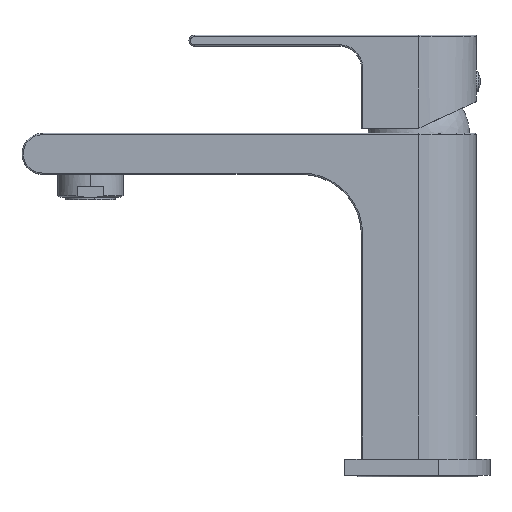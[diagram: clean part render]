
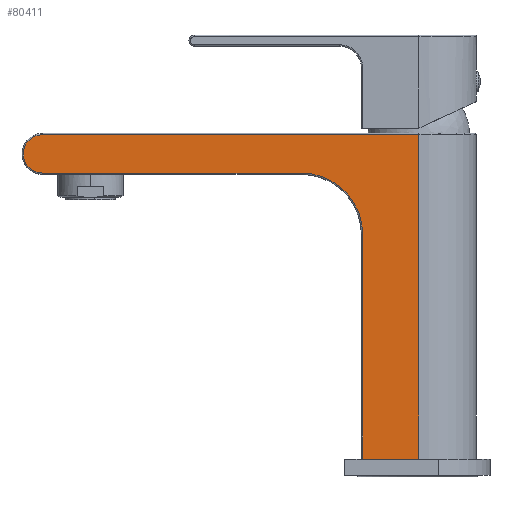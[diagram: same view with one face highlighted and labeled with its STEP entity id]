
A CAD part, front view. The second image highlights one B-rep face of the part: STEP entity #80411.
In plain terms, the highlighted planar face has unit normal (0, -1, 0).
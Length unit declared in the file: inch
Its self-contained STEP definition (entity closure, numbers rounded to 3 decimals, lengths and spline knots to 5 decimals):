
#1060 = ORIENTED_EDGE ( 'NONE', *, *, #11779, .T. ) ;
#4172 = EDGE_CURVE ( 'NONE', #67466, #21184, #77257, .T. ) ;
#4809 = VECTOR ( 'NONE', #49928, 39.37008 ) ;
#4973 = LINE ( 'NONE', #70802, #78427 ) ;
#5215 = CARTESIAN_POINT ( 'NONE',  ( 0., -0.82677, 0.23622 ) ) ;
#6243 = CARTESIAN_POINT ( 'NONE',  ( 0., -0.82677, 4.90157 ) ) ;
#6788 = ORIENTED_EDGE ( 'NONE', *, *, #32614, .T. ) ;
#6907 = DIRECTION ( 'NONE',  ( 0., 0., 1. ) ) ;
#9394 = DIRECTION ( 'NONE',  ( 1., 0., 0. ) ) ;
#11763 = CIRCLE ( 'NONE', #77777, 0.27559 ) ;
#11779 = EDGE_CURVE ( 'NONE', #28644, #60315, #16842, .T. ) ;
#13420 = VERTEX_POINT ( 'NONE', #67827 ) ;
#16253 = PLANE ( 'NONE',  #69205 ) ;
#16607 = EDGE_CURVE ( 'NONE', #77276, #74911, #4973, .T. ) ;
#16842 = LINE ( 'NONE', #25732, #66797 ) ;
#17470 = EDGE_CURVE ( 'NONE', #74911, #67466, #83403, .T. ) ;
#18958 = FACE_OUTER_BOUND ( 'NONE', #53603, .T. ) ;
#20960 = CARTESIAN_POINT ( 'NONE',  ( -5.41339, -0.82677, 4.62598 ) ) ;
#21096 = CARTESIAN_POINT ( 'NONE',  ( -5.41339, -0.82677, 4.35039 ) ) ;
#21184 = VERTEX_POINT ( 'NONE', #37617 ) ;
#24546 = EDGE_CURVE ( 'NONE', #60315, #13420, #70470, .T. ) ;
#25732 = CARTESIAN_POINT ( 'NONE',  ( 0., -0.82677, 0.23622 ) ) ;
#28644 = VERTEX_POINT ( 'NONE', #30453 ) ;
#28902 = ORIENTED_EDGE ( 'NONE', *, *, #24546, .T. ) ;
#30453 = CARTESIAN_POINT ( 'NONE',  ( 0., -0.82677, 0.23622 ) ) ;
#32614 = EDGE_CURVE ( 'NONE', #13420, #77276, #11763, .T. ) ;
#34364 = CARTESIAN_POINT ( 'NONE',  ( -1.69291, -0.82677, 3.46457 ) ) ;
#34642 = DIRECTION ( 'NONE',  ( 0., 1., 0. ) ) ;
#35752 = DIRECTION ( 'NONE',  ( 0., 0., 1. ) ) ;
#36503 = ORIENTED_EDGE ( 'NONE', *, *, #46580, .F. ) ;
#37617 = CARTESIAN_POINT ( 'NONE',  ( -0.80709, -0.82677, 0.23622 ) ) ;
#43367 = CARTESIAN_POINT ( 'NONE',  ( -0.80709, -0.82677, 3.46457 ) ) ;
#46580 = EDGE_CURVE ( 'NONE', #28644, #21184, #50377, .T. ) ;
#48451 = DIRECTION ( 'NONE',  ( 0., 1., 0. ) ) ;
#49245 = ORIENTED_EDGE ( 'NONE', *, *, #17470, .T. ) ;
#49928 = DIRECTION ( 'NONE',  ( 0., 0., -1. ) ) ;
#50377 = LINE ( 'NONE', #5215, #75883 ) ;
#53603 = EDGE_LOOP ( 'NONE', ( #36503, #1060, #28902, #6788, #61291, #49245, #76070 ) ) ;
#53987 = DIRECTION ( 'NONE',  ( 0., -1., 0. ) ) ;
#55080 = CARTESIAN_POINT ( 'NONE',  ( -0.80709, -0.82677, 3.46457 ) ) ;
#59173 = DIRECTION ( 'NONE',  ( -1., 0., 0. ) ) ;
#60315 = VERTEX_POINT ( 'NONE', #6243 ) ;
#61291 = ORIENTED_EDGE ( 'NONE', *, *, #16607, .T. ) ;
#62974 = CARTESIAN_POINT ( 'NONE',  ( -1.69291, -0.82677, 4.35039 ) ) ;
#64814 = DIRECTION ( 'NONE',  ( 1., 0., 0. ) ) ;
#66797 = VECTOR ( 'NONE', #6907, 39.37008 ) ;
#67466 = VERTEX_POINT ( 'NONE', #55080 ) ;
#67827 = CARTESIAN_POINT ( 'NONE',  ( -5.41339, -0.82677, 4.90157 ) ) ;
#69205 = AXIS2_PLACEMENT_3D ( 'NONE', #74382, #48451, #9394 ) ;
#70470 = LINE ( 'NONE', #84528, #75611 ) ;
#70802 = CARTESIAN_POINT ( 'NONE',  ( -5.41339, -0.82677, 4.35039 ) ) ;
#71785 = AXIS2_PLACEMENT_3D ( 'NONE', #34364, #34642, #35752 ) ;
#74382 = CARTESIAN_POINT ( 'NONE',  ( -2.85462, -0.82677, 2.57874 ) ) ;
#74911 = VERTEX_POINT ( 'NONE', #62974 ) ;
#75611 = VECTOR ( 'NONE', #59173, 39.37008 ) ;
#75883 = VECTOR ( 'NONE', #83303, 39.37008 ) ;
#76070 = ORIENTED_EDGE ( 'NONE', *, *, #4172, .T. ) ;
#77257 = LINE ( 'NONE', #43367, #4809 ) ;
#77276 = VERTEX_POINT ( 'NONE', #21096 ) ;
#77777 = AXIS2_PLACEMENT_3D ( 'NONE', #20960, #53987, #79345 ) ;
#78427 = VECTOR ( 'NONE', #64814, 39.37008 ) ;
#79345 = DIRECTION ( 'NONE',  ( 0., 0., 1. ) ) ;
#80411 = ADVANCED_FACE ( 'NONE', ( #18958 ), #16253, .F. ) ;
#83303 = DIRECTION ( 'NONE',  ( -1., 0., 0. ) ) ;
#83403 = CIRCLE ( 'NONE', #71785, 0.88583 ) ;
#84528 = CARTESIAN_POINT ( 'NONE',  ( 0., -0.82677, 4.90157 ) ) ;
